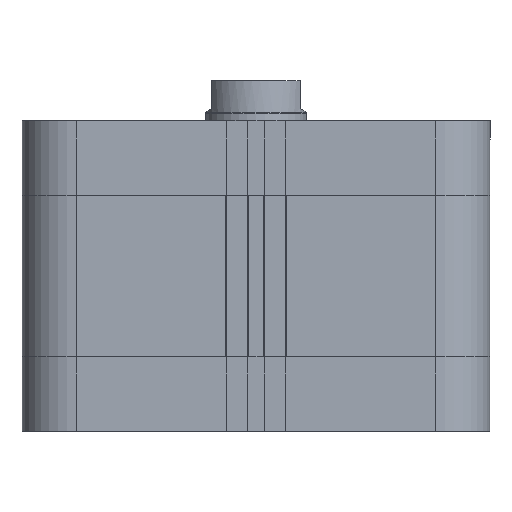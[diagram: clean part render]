
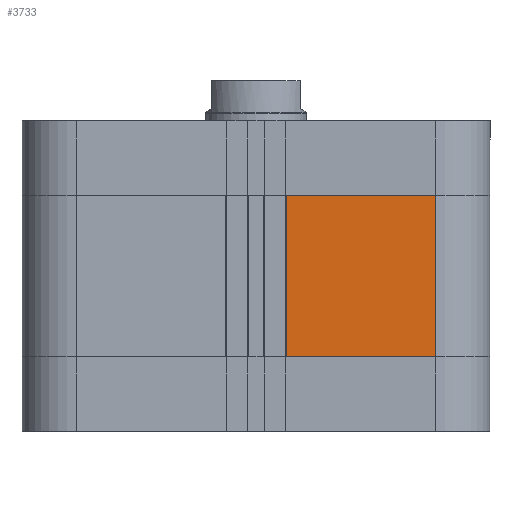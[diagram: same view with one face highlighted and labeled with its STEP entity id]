
A CAD part, front view. The second image highlights one B-rep face of the part: STEP entity #3733.
In plain terms, the highlighted planar face has unit normal (0, -1, 0).
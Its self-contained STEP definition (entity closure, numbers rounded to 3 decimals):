
#3675=CARTESIAN_POINT('',(-44.5,-58.,20.0));
#3676=VERTEX_POINT('',#3675);
#3685=CARTESIAN_POINT('',(-44.5,-58.,-20.0));
#3686=VERTEX_POINT('',#3685);
#3694=CARTESIAN_POINT('',(-44.5,-58.,-20.0));
#3695=DIRECTION('',(0.0,0.0,1.0));
#3696=VECTOR('',#3695,40.0);
#3697=LINE('',#3694,#3696);
#3698=EDGE_CURVE('',#3686,#3676,#3697,.T.);
#3703=CARTESIAN_POINT('',(-44.5,-58.,0.0));
#3704=DIRECTION('',(0.0,1.0,0.0));
#3705=DIRECTION('',(0.0,0.0,-1.0));
#3706=AXIS2_PLACEMENT_3D('',#3703,#3704,#3705);
#3707=PLANE('',#3706);
#3708=CARTESIAN_POINT('',(-7.6,-58.,20.0));
#3709=VERTEX_POINT('',#3708);
#3710=CARTESIAN_POINT('',(-44.5,-58.,20.0));
#3711=DIRECTION('',(1.0,0.0,0.0));
#3712=VECTOR('',#3711,36.9);
#3713=LINE('',#3710,#3712);
#3714=EDGE_CURVE('',#3676,#3709,#3713,.T.);
#3715=ORIENTED_EDGE('',*,*,#3714,.F.);
#3716=ORIENTED_EDGE('',*,*,#3698,.F.);
#3717=CARTESIAN_POINT('',(-7.6,-58.,-20.0));
#3718=VERTEX_POINT('',#3717);
#3719=CARTESIAN_POINT('',(-7.6,-58.,-20.0));
#3720=DIRECTION('',(-1.0,0.0,0.0));
#3721=VECTOR('',#3720,36.9);
#3722=LINE('',#3719,#3721);
#3723=EDGE_CURVE('',#3718,#3686,#3722,.T.);
#3724=ORIENTED_EDGE('',*,*,#3723,.F.);
#3725=CARTESIAN_POINT('',(-7.6,-58.,-20.0));
#3726=DIRECTION('',(0.0,0.0,1.0));
#3727=VECTOR('',#3726,40.0);
#3728=LINE('',#3725,#3727);
#3729=EDGE_CURVE('',#3718,#3709,#3728,.T.);
#3730=ORIENTED_EDGE('',*,*,#3729,.T.);
#3731=EDGE_LOOP('',(#3715,#3716,#3724,#3730));
#3732=FACE_OUTER_BOUND('',#3731,.T.);
#3733=ADVANCED_FACE('',(#3732),#3707,.F.);
